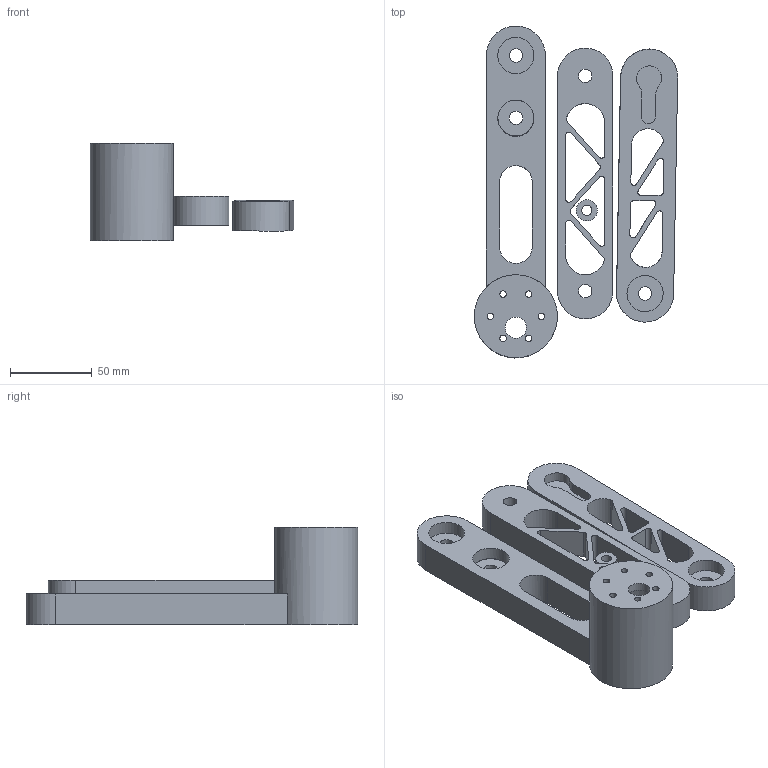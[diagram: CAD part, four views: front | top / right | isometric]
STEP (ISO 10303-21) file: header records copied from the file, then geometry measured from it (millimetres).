
FILE_DESCRIPTION(/* description */ (''),/* implementation_level */ '2;1');
FILE_NAME(/* name */ 'Pierna.stp',/* time_stamp */ '2024-03-26T15:16:59-05:00',/* author */ ('Martin'),/* organization */ (''),/* preprocessor_version */ 'ST-DEVELOPER v18.1',/* originating_system */ 'Autodesk Inventor 2021',/* authorisation */ '');
FILE_SCHEMA (('AUTOMOTIVE_DESIGN { 1 0 10303 214 3 1 1 }'));
Length unit declared in the file: millimetre
Products named in the file (5): Assembly3; Buje; CodoTrasero; EslabonRodillaCadera; EslabonRuedaRodilla
Assembly tree (4 placements, depth 2):
  Assembly3
    Buje
    CodoTrasero
    EslabonRodillaCadera
    EslabonRuedaRodilla
Bounding box: 124.69 x 203.56 x 60 mm (x, y, z)
Volume: 258408.2 mm3; surface area: 85499.7 mm2
Topology: 4 solids, 4 shells, 121 faces, 320 edges, 212 vertices
Faces by surface type: cylinder 61, plane 60
Full cylindrical faces by diameter (mm): 4 x6, 6.2 x1, 8.2 x5, 13 x2, 22.15 x1, 22.2 x7, 37.5 x1, 50.975 x1
Entity records: 4094 total; most frequent: DIRECTION 726, CARTESIAN_POINT 662, ORIENTED_EDGE 640, EDGE_CURVE 320, AXIS2_PLACEMENT_3D 276, VERTEX_POINT 212, EDGE_LOOP 174, LINE 174
